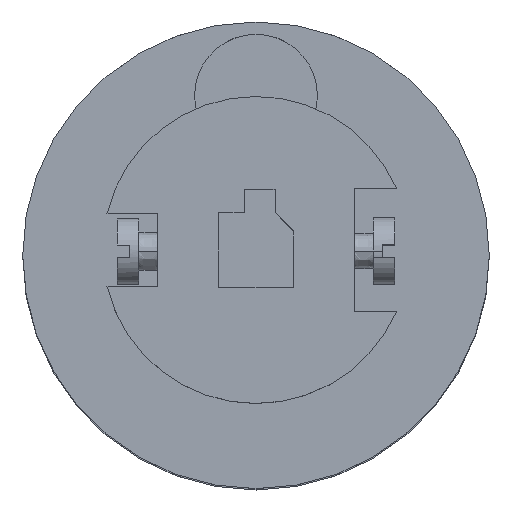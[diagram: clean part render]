
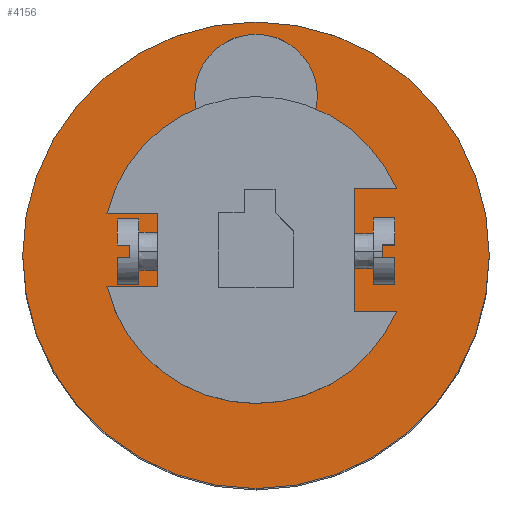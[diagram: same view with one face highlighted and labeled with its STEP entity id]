
A CAD part, top view. The second image highlights one B-rep face of the part: STEP entity #4156.
In plain terms, the highlighted planar face has unit normal (0, 0, 1).
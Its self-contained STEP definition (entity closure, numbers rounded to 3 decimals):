
#49=DIRECTION('',(-1.,0.,0.));
#50=VECTOR('',#49,6.025);
#51=CARTESIAN_POINT('',(6.013,6.008,-187.));
#52=LINE('',#51,#50);
#135=DIRECTION('',(1.,0.,0.));
#136=VECTOR('',#135,6.025);
#137=CARTESIAN_POINT('',(-0.013,-0.008,-187.));
#138=LINE('',#137,#136);
#355=CARTESIAN_POINT('',(3.,3.,-187.));
#356=DIRECTION('',(0.,0.,1.));
#357=DIRECTION('',(0.,-1.,0.));
#358=AXIS2_PLACEMENT_3D('',#355,#356,#357);
#360=CARTESIAN_POINT('',(3.,3.,-187.));
#361=DIRECTION('',(0.,0.,1.));
#362=DIRECTION('',(0.,1.,0.));
#363=AXIS2_PLACEMENT_3D('',#360,#361,#362);
#365=DIRECTION('',(-1.,0.,0.));
#366=VECTOR('',#365,1.475);
#367=CARTESIAN_POINT('',(-0.025,0.5,-187.));
#368=LINE('',#367,#366);
#369=DIRECTION('',(-1.,0.,0.));
#370=VECTOR('',#369,1.475);
#371=CARTESIAN_POINT('',(7.5,0.5,-187.));
#372=LINE('',#371,#370);
#373=DIRECTION('',(1.,0.,0.));
#374=VECTOR('',#373,1.475);
#375=CARTESIAN_POINT('',(6.025,5.5,-187.));
#376=LINE('',#375,#374);
#377=DIRECTION('',(1.,0.,0.));
#378=VECTOR('',#377,1.475);
#379=CARTESIAN_POINT('',(-1.5,5.5,-187.));
#380=LINE('',#379,#378);
#381=CARTESIAN_POINT('',(16.,3.,-187.));
#382=DIRECTION('',(0.,0.,-1.));
#383=DIRECTION('',(0.,1.,0.));
#384=AXIS2_PLACEMENT_3D('',#381,#382,#383);
#386=CARTESIAN_POINT('',(16.,3.,-187.));
#387=DIRECTION('',(0.,0.,-1.));
#388=DIRECTION('',(0.,-1.,0.));
#389=AXIS2_PLACEMENT_3D('',#386,#387,#388);
#407=DIRECTION('',(0.025,-1.,0.));
#408=VECTOR('',#407,0.508);
#409=CARTESIAN_POINT('',(-0.025,0.5,-187.));
#410=LINE('',#409,#408);
#431=DIRECTION('',(0.025,1.,0.));
#432=VECTOR('',#431,0.508);
#433=CARTESIAN_POINT('',(6.013,-0.008,-187.));
#434=LINE('',#433,#432);
#455=DIRECTION('',(0.,-1.,0.));
#456=VECTOR('',#455,5.);
#457=CARTESIAN_POINT('',(7.5,5.5,-187.));
#458=LINE('',#457,#456);
#483=DIRECTION('',(-0.025,1.,0.));
#484=VECTOR('',#483,0.508);
#485=CARTESIAN_POINT('',(6.025,5.5,-187.));
#486=LINE('',#485,#484);
#507=DIRECTION('',(-0.025,-1.,0.));
#508=VECTOR('',#507,0.508);
#509=CARTESIAN_POINT('',(-0.013,6.008,-187.));
#510=LINE('',#509,#508);
#539=DIRECTION('',(0.,1.,0.));
#540=VECTOR('',#539,5.);
#541=CARTESIAN_POINT('',(-1.5,0.5,-187.));
#542=LINE('',#541,#540);
#3239=CARTESIAN_POINT('',(6.013,6.008,-187.));
#3240=CARTESIAN_POINT('',(-0.013,6.008,-187.));
#3241=VERTEX_POINT('',#3239);
#3242=VERTEX_POINT('',#3240);
#3247=CARTESIAN_POINT('',(-0.013,-0.008,-187.));
#3248=CARTESIAN_POINT('',(6.013,-0.008,-187.));
#3249=VERTEX_POINT('',#3247);
#3250=VERTEX_POINT('',#3248);
#3267=CARTESIAN_POINT('',(-0.025,0.5,-187.));
#3268=CARTESIAN_POINT('',(-1.5,0.5,-187.));
#3269=VERTEX_POINT('',#3267);
#3270=VERTEX_POINT('',#3268);
#3271=CARTESIAN_POINT('',(-1.5,5.5,-187.));
#3272=CARTESIAN_POINT('',(-0.025,5.5,-187.));
#3273=VERTEX_POINT('',#3271);
#3274=VERTEX_POINT('',#3272);
#3275=CARTESIAN_POINT('',(6.025,5.5,-187.));
#3276=CARTESIAN_POINT('',(7.5,5.5,-187.));
#3277=VERTEX_POINT('',#3275);
#3278=VERTEX_POINT('',#3276);
#3279=CARTESIAN_POINT('',(7.5,0.5,-187.));
#3280=CARTESIAN_POINT('',(6.025,0.5,-187.));
#3281=VERTEX_POINT('',#3279);
#3282=VERTEX_POINT('',#3280);
#3339=CARTESIAN_POINT('',(3.,-16.,-187.));
#3340=CARTESIAN_POINT('',(3.,22.,-187.));
#3341=VERTEX_POINT('',#3339);
#3342=VERTEX_POINT('',#3340);
#3355=CARTESIAN_POINT('',(16.,8.,-187.));
#3356=CARTESIAN_POINT('',(16.,-2.,-187.));
#3357=VERTEX_POINT('',#3355);
#3358=VERTEX_POINT('',#3356);
#4116=CARTESIAN_POINT('',(-5.95,0.,-187.));
#4117=DIRECTION('',(0.,0.,1.));
#4118=DIRECTION('',(0.,-1.,0.));
#4119=AXIS2_PLACEMENT_3D('',#4116,#4117,#4118);
#4120=PLANE('',#4119);
#4121=ORIENTED_EDGE('',*,*,#4106,.F.);
#4123=ORIENTED_EDGE('',*,*,#4122,.F.);
#4124=EDGE_LOOP('',(#4121,#4123));
#4125=FACE_OUTER_BOUND('',#4124,.F.);
#4127=ORIENTED_EDGE('',*,*,#4126,.F.);
#4129=ORIENTED_EDGE('',*,*,#4128,.T.);
#4130=ORIENTED_EDGE('',*,*,#3830,.T.);
#4132=ORIENTED_EDGE('',*,*,#4131,.T.);
#4134=ORIENTED_EDGE('',*,*,#4133,.F.);
#4136=ORIENTED_EDGE('',*,*,#4135,.F.);
#4138=ORIENTED_EDGE('',*,*,#4137,.F.);
#4140=ORIENTED_EDGE('',*,*,#4139,.T.);
#4141=ORIENTED_EDGE('',*,*,#3701,.T.);
#4143=ORIENTED_EDGE('',*,*,#4142,.T.);
#4145=ORIENTED_EDGE('',*,*,#4144,.F.);
#4147=ORIENTED_EDGE('',*,*,#4146,.F.);
#4148=EDGE_LOOP('',(#4127,#4129,#4130,#4132,#4134,#4136,#4138,#4140,#4141,#4143,
#4145,#4147));
#4149=FACE_BOUND('',#4148,.F.);
#4151=ORIENTED_EDGE('',*,*,#4150,.F.);
#4153=ORIENTED_EDGE('',*,*,#4152,.F.);
#4154=EDGE_LOOP('',(#4151,#4153));
#4155=FACE_BOUND('',#4154,.F.);
#4156=ADVANCED_FACE('',(#4125,#4149,#4155),#4120,.T.);
#359=CIRCLE('',#358,19.);
#364=CIRCLE('',#363,19.);
#385=CIRCLE('',#384,5.);
#390=CIRCLE('',#389,5.);
#3701=EDGE_CURVE('',#3241,#3242,#52,.T.);
#3830=EDGE_CURVE('',#3249,#3250,#138,.T.);
#4106=EDGE_CURVE('',#3341,#3342,#359,.T.);
#4122=EDGE_CURVE('',#3342,#3341,#364,.T.);
#4126=EDGE_CURVE('',#3269,#3270,#368,.T.);
#4128=EDGE_CURVE('',#3269,#3249,#410,.T.);
#4131=EDGE_CURVE('',#3250,#3282,#434,.T.);
#4133=EDGE_CURVE('',#3281,#3282,#372,.T.);
#4135=EDGE_CURVE('',#3278,#3281,#458,.T.);
#4137=EDGE_CURVE('',#3277,#3278,#376,.T.);
#4139=EDGE_CURVE('',#3277,#3241,#486,.T.);
#4142=EDGE_CURVE('',#3242,#3274,#510,.T.);
#4144=EDGE_CURVE('',#3273,#3274,#380,.T.);
#4146=EDGE_CURVE('',#3270,#3273,#542,.T.);
#4150=EDGE_CURVE('',#3357,#3358,#385,.T.);
#4152=EDGE_CURVE('',#3358,#3357,#390,.T.);
